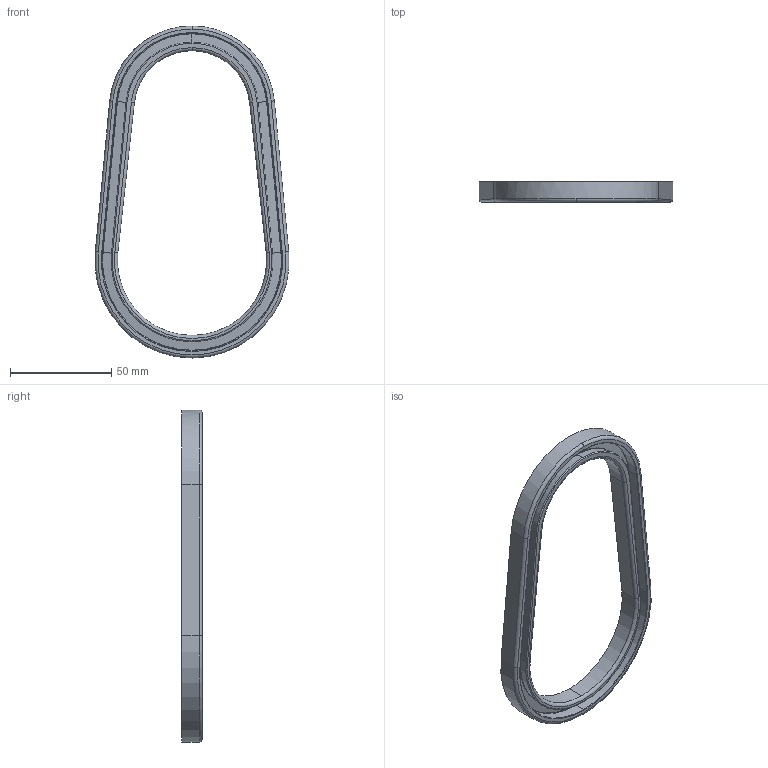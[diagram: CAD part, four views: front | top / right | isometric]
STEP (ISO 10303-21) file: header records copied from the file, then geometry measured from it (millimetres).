
FILE_DESCRIPTION (( 'STEP AP203' ), '1' );
FILE_NAME ('Makita Dust Shoe P2 V3.STEP', '2016-03-01T22:46:23', ( '' ), ( '' ), 'SwSTEP 2.0', 'SolidWorks 2016', '' );
FILE_SCHEMA (( 'CONFIG_CONTROL_DESIGN' ));
Length unit declared in the file: millimetre
Products named in the file (1): Makita Dust Shoe P2 V3
Bounding box: 95.51 x 10 x 163.62 mm (x, y, z)
Volume: 33171.7 mm3; surface area: 21499.3 mm2
Topology: 1 solids, 1 shells, 92 faces, 197 edges, 116 vertices
Faces by surface type: cylinder 36, torus 24, plane 21, cone 11
Entity records: 2589 total; most frequent: DIRECTION 494, CARTESIAN_POINT 438, ORIENTED_EDGE 394, AXIS2_PLACEMENT_3D 212, EDGE_CURVE 197, CIRCLE 119, VERTEX_POINT 116, EDGE_LOOP 103
